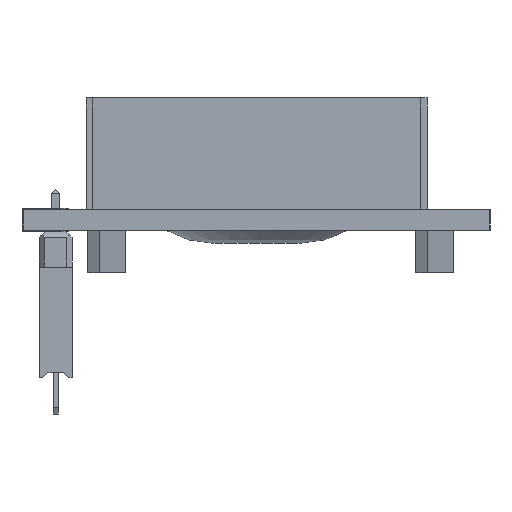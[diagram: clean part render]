
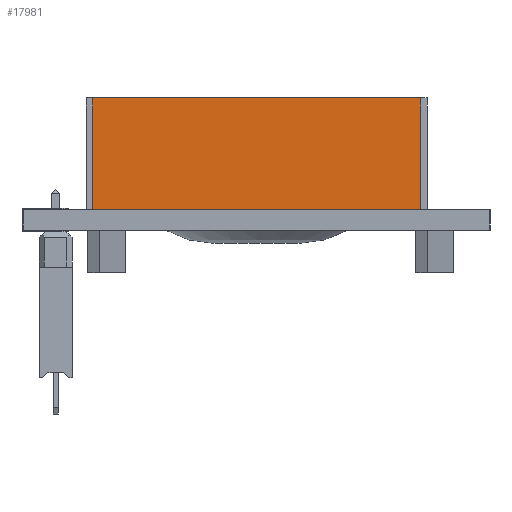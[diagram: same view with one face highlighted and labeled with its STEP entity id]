
A CAD part, left-side view. The second image highlights one B-rep face of the part: STEP entity #17981.
In plain terms, the highlighted planar face has unit normal (-1, 0, 0).
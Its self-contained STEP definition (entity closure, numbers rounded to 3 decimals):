
#1410=FACE_OUTER_BOUND('',#2500,.T.);
#2500=EDGE_LOOP('',(#15415,#15416,#15417,#15418));
#4489=LINE('',#28061,#6762);
#4684=LINE('',#28828,#6957);
#4699=LINE('',#28864,#6972);
#4705=LINE('',#28874,#6978);
#6762=VECTOR('',#22859,10.);
#6957=VECTOR('',#23352,10.);
#6972=VECTOR('',#23387,10.);
#6978=VECTOR('',#23401,10.);
#8381=VERTEX_POINT('',#28058);
#8382=VERTEX_POINT('',#28060);
#8563=VERTEX_POINT('',#28825);
#8564=VERTEX_POINT('',#28827);
#10605=EDGE_CURVE('',#8381,#8382,#4489,.T.);
#10873=EDGE_CURVE('',#8563,#8564,#4684,.T.);
#10892=EDGE_CURVE('',#8563,#8382,#4699,.T.);
#10898=EDGE_CURVE('',#8381,#8564,#4705,.T.);
#15415=ORIENTED_EDGE('',*,*,#10892,.T.);
#15416=ORIENTED_EDGE('',*,*,#10605,.F.);
#15417=ORIENTED_EDGE('',*,*,#10898,.T.);
#15418=ORIENTED_EDGE('',*,*,#10873,.F.);
#16960=PLANE('',#19216);
#17981=ADVANCED_FACE('',(#1410),#16960,.T.);
#19216=AXIS2_PLACEMENT_3D('',#28876,#23404,#23405);
#22859=DIRECTION('',(0.,-1.,0.));
#23352=DIRECTION('',(0.,1.,0.));
#23387=DIRECTION('',(0.,0.,1.));
#23401=DIRECTION('',(0.,0.,-1.));
#23404=DIRECTION('center_axis',(-1.,0.,0.));
#23405=DIRECTION('ref_axis',(0.,-1.,0.));
#28058=CARTESIAN_POINT('',(-35.65,12.65,10.2));
#28060=CARTESIAN_POINT('',(-35.65,-12.65,10.2));
#28061=CARTESIAN_POINT('',(-35.65,13.15,10.2));
#28825=CARTESIAN_POINT('',(-35.65,-12.65,1.6));
#28827=CARTESIAN_POINT('',(-35.65,12.65,1.6));
#28828=CARTESIAN_POINT('',(-35.65,6.575,1.6));
#28864=CARTESIAN_POINT('',(-35.65,-12.65,5.9));
#28874=CARTESIAN_POINT('',(-35.65,12.65,5.9));
#28876=CARTESIAN_POINT('Origin',(-35.65,13.15,1.6));
